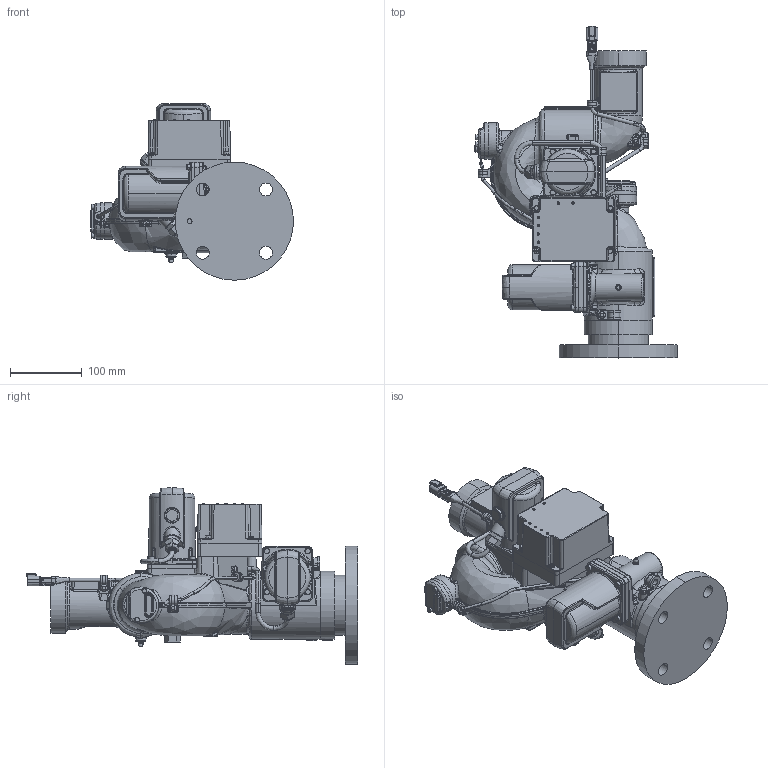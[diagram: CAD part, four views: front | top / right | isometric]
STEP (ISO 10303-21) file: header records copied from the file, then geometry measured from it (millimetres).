
FILE_DESCRIPTION (( 'STEP AP214' ), '1' );
FILE_NAME ('7100 SDX2 (02007105SD).STEP', '2022-11-01T18:22:20', ( '' ), ( '' ), 'SwSTEP 2.0', 'SolidWorks 2021', '' );
FILE_SCHEMA (( 'AUTOMOTIVE_DESIGN' ));
Length unit declared in the file: inch
Products named in the file (3): 7100 SDX2 (02007105SD); 18052001; 7100 SDX2 (02007101SD)_defeature 22
Assembly tree (2 placements, depth 2):
  7100 SDX2 (02007105SD)
    7100 SDX2 (02007101SD)_defeature 22
    18052001
Bounding box: 283.26 x 463.22 x 246.4 mm (x, y, z)
Volume: 1047563.8 mm3; surface area: 581638.3 mm2
Topology: 1 solids, 26 shells, 4167 faces, 11051 edges, 6951 vertices
Faces by surface type: plane 2035, bspline 982, cylinder 911, cone 233, sphere 6
Entity records: 193046 total; most frequent: CARTESIAN_POINT 98510, ORIENTED_EDGE 21851, DIRECTION 16440, EDGE_CURVE 10970, VERTEX_POINT 6952, LINE 5730, VECTOR 5730, AXIS2_PLACEMENT_3D 5355
